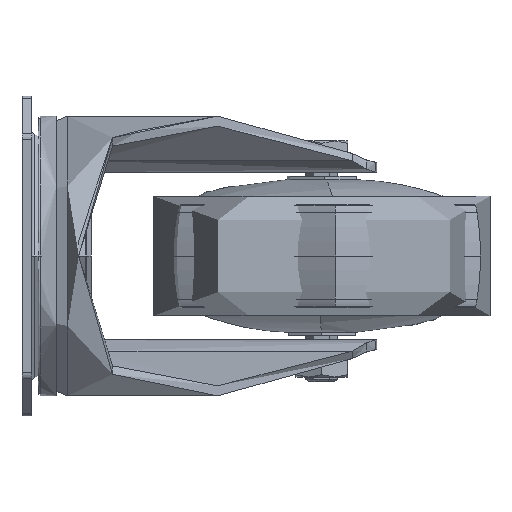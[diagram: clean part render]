
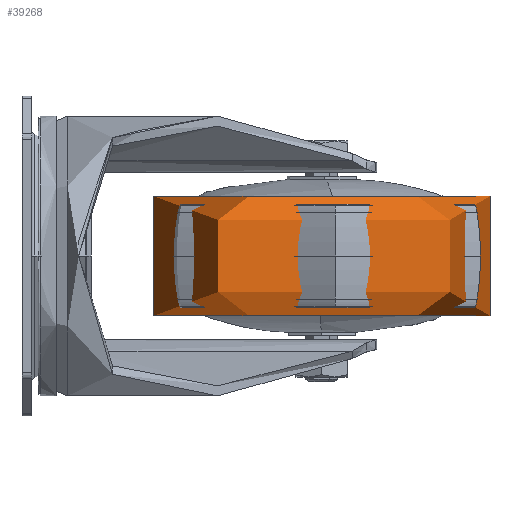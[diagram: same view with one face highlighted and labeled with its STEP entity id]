
A CAD part, left-side view. The second image highlights one B-rep face of the part: STEP entity #39268.
In plain terms, the highlighted free-form (B-spline) face has degree [3, 3] with [4, 4] control points.
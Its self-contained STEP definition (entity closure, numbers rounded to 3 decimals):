
#136 = CIRCLE ( 'NONE', #25306, 42.25 ) ;
#150 = CARTESIAN_POINT ( 'NONE',  ( 33.457, -17.429, -15. ) ) ;
#1433 = DIRECTION ( 'NONE',  ( -0.079, 0.997, 0. ) ) ;
#1886 = CARTESIAN_POINT ( 'NONE',  ( 34.676, -32.881, 15. ) ) ;
#2259 = ORIENTED_EDGE ( 'NONE', *, *, #28037, .T. ) ;
#2385 = CARTESIAN_POINT ( 'NONE',  ( 42.543, -132.571, -15. ) ) ;
#2804 = DIRECTION ( 'NONE',  ( -0.079, 0.997, 0. ) ) ;
#7458 = ORIENTED_EDGE ( 'NONE', *, *, #30789, .T. ) ;
#8359 = CARTESIAN_POINT ( 'NONE',  ( 42.543, -132.571, -15. ) ) ;
#8582 = CIRCLE ( 'NONE', #48036, 42.25 ) ;
#9050 = DIRECTION ( 'NONE',  ( 0., 0., 1. ) ) ;
#9437 = CARTESIAN_POINT ( 'NONE',  ( 38., -75., -15. ) ) ;
#9504 = CARTESIAN_POINT ( 'NONE',  ( -49.562, -39.529, 15. ) ) ;
#9978 = CARTESIAN_POINT ( 'NONE',  ( 33.457, -17.429, -15. ) ) ;
#10239 = CARTESIAN_POINT ( 'NONE',  ( 41.324, -117.119, 15. ) ) ;
#13460 = CARTESIAN_POINT ( 'NONE',  ( -72.599, -141.657, -15. ) ) ;
#14180 = CARTESIAN_POINT ( 'NONE',  ( -81.685, -26.515, 15. ) ) ;
#14271 =( BOUNDED_SURFACE ( )  B_SPLINE_SURFACE ( 3, 3, ( 
 ( #21029, #36105, #47260, #47524 ),
 ( #9978, #47006, #13460, #2385 ),
 ( #43554, #14180, #21288, #17319 ),
 ( #1886, #9504, #28495, #10239 ) ),
 .UNSPECIFIED., .F., .F., .T. ) 
 B_SPLINE_SURFACE_WITH_KNOTS ( ( 4, 4 ),
 ( 4, 4 ),
 ( 0., 1. ),
 ( 0., 1. ),
 .UNSPECIFIED. ) 
 GEOMETRIC_REPRESENTATION_ITEM ( )  RATIONAL_B_SPLINE_SURFACE ( (
 ( 1., 0.333, 0.333, 1.),
 ( 0.333, 0.111, 0.111, 0.333),
 ( 0.333, 0.111, 0.111, 0.333),
 ( 1., 0.333, 0.333, 1.) ) ) 
 REPRESENTATION_ITEM ( '' )  SURFACE ( )  );
#15297 = EDGE_LOOP ( 'NONE', ( #7458, #2259, #41399, #22223 ) ) ;
#17319 = CARTESIAN_POINT ( 'NONE',  ( 42.543, -132.571, 15. ) ) ;
#17654 = CARTESIAN_POINT ( 'NONE',  ( 34.676, -32.881, -15. ) ) ;
#20695 = VERTEX_POINT ( 'NONE', #17654 ) ;
#21029 = CARTESIAN_POINT ( 'NONE',  ( 34.676, -32.881, -15. ) ) ;
#21288 = CARTESIAN_POINT ( 'NONE',  ( -72.599, -141.657, 15. ) ) ;
#22223 = ORIENTED_EDGE ( 'NONE', *, *, #25025, .F. ) ;
#24287 = FACE_OUTER_BOUND ( 'NONE', #15297, .T. ) ;
#24590 = CARTESIAN_POINT ( 'NONE',  ( 41.324, -117.119, 15. ) ) ;
#24732 = DIRECTION ( 'NONE',  ( 0., 0., 1. ) ) ;
#25025 = EDGE_CURVE ( 'NONE', #20695, #26102, #40952, .T. ) ;
#25306 = AXIS2_PLACEMENT_3D ( 'NONE', #46319, #9050, #1433 ) ;
#25531 = CARTESIAN_POINT ( 'NONE',  ( 34.676, -32.881, -15. ) ) ;
#26102 = VERTEX_POINT ( 'NONE', #30124 ) ;
#28037 = EDGE_CURVE ( 'NONE', #42328, #48205, #37474, .T. ) ;
#28495 = CARTESIAN_POINT ( 'NONE',  ( -42.914, -123.767, 15. ) ) ;
#30124 = CARTESIAN_POINT ( 'NONE',  ( 34.676, -32.881, 15. ) ) ;
#30358 = CARTESIAN_POINT ( 'NONE',  ( 41.324, -117.119, -15. ) ) ;
#30783 = CARTESIAN_POINT ( 'NONE',  ( 41.324, -117.119, -15. ) ) ;
#30789 = EDGE_CURVE ( 'NONE', #20695, #42328, #8582, .T. ) ;
#30844 = CARTESIAN_POINT ( 'NONE',  ( 42.543, -132.571, 15. ) ) ;
#33646 = CARTESIAN_POINT ( 'NONE',  ( 34.676, -32.881, 15. ) ) ;
#34114 = EDGE_CURVE ( 'NONE', #26102, #48205, #136, .T. ) ;
#36105 = CARTESIAN_POINT ( 'NONE',  ( -49.562, -39.529, -15. ) ) ;
#37474 =( BOUNDED_CURVE ( )  B_SPLINE_CURVE ( 3, ( #30358, #8359, #30844, #46129 ),
 .UNSPECIFIED., .F., .F. ) 
 B_SPLINE_CURVE_WITH_KNOTS ( ( 4, 4 ),
 ( 0., 3.142 ),
 .UNSPECIFIED. ) 
 CURVE ( )  GEOMETRIC_REPRESENTATION_ITEM ( )  RATIONAL_B_SPLINE_CURVE ( ( 1., 0.333, 0.333, 1. ) ) 
 REPRESENTATION_ITEM ( '' )  );
#39268 = ADVANCED_FACE ( 'NONE', ( #24287 ), #14271, .F. ) ;
#40952 =( BOUNDED_CURVE ( )  B_SPLINE_CURVE ( 3, ( #25531, #150, #48474, #33646 ),
 .UNSPECIFIED., .F., .F. ) 
 B_SPLINE_CURVE_WITH_KNOTS ( ( 4, 4 ),
 ( 0., 3.142 ),
 .UNSPECIFIED. ) 
 CURVE ( )  GEOMETRIC_REPRESENTATION_ITEM ( )  RATIONAL_B_SPLINE_CURVE ( ( 1., 0.333, 0.333, 1. ) ) 
 REPRESENTATION_ITEM ( '' )  );
#41399 = ORIENTED_EDGE ( 'NONE', *, *, #34114, .F. ) ;
#42328 = VERTEX_POINT ( 'NONE', #30783 ) ;
#43554 = CARTESIAN_POINT ( 'NONE',  ( 33.457, -17.429, 15. ) ) ;
#46129 = CARTESIAN_POINT ( 'NONE',  ( 41.324, -117.119, 15. ) ) ;
#46319 = CARTESIAN_POINT ( 'NONE',  ( 38., -75., 15. ) ) ;
#47006 = CARTESIAN_POINT ( 'NONE',  ( -81.685, -26.515, -15. ) ) ;
#47260 = CARTESIAN_POINT ( 'NONE',  ( -42.914, -123.767, -15. ) ) ;
#47524 = CARTESIAN_POINT ( 'NONE',  ( 41.324, -117.119, -15. ) ) ;
#48036 = AXIS2_PLACEMENT_3D ( 'NONE', #9437, #24732, #2804 ) ;
#48205 = VERTEX_POINT ( 'NONE', #24590 ) ;
#48474 = CARTESIAN_POINT ( 'NONE',  ( 33.457, -17.429, 15. ) ) ;
